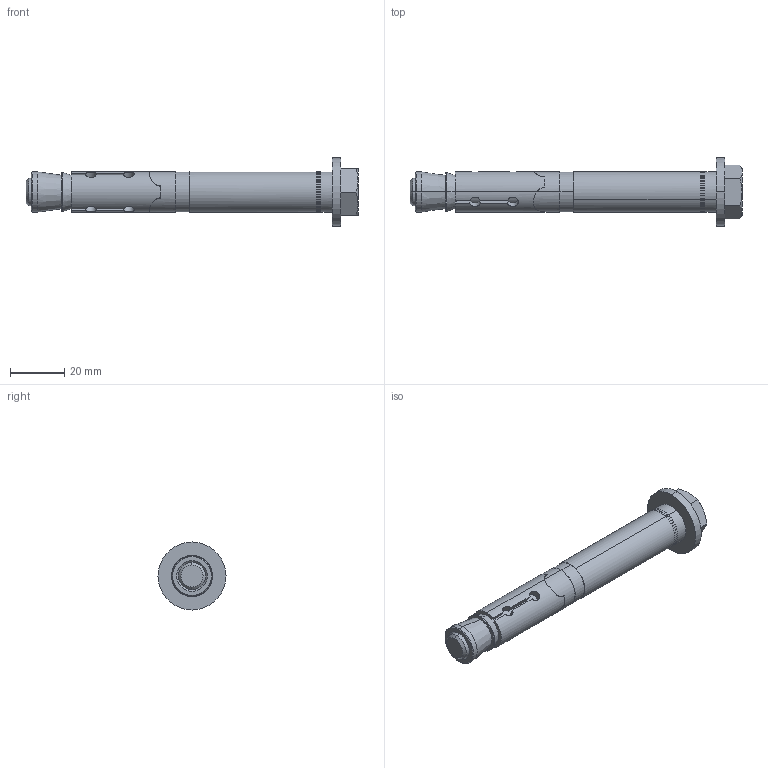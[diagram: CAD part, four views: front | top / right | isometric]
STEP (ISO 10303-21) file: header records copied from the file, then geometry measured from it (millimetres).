
FILE_DESCRIPTION (( 'STEP AP214' ), '1' );
FILE_NAME ('Q5_09-FH15_25 S.STEP', '2022-01-18T12:50:35', ( '' ), ( '' ), 'SwSTEP 2.0', 'SolidWorks 2019', '' );
FILE_SCHEMA (( 'AUTOMOTIVE_DESIGN' ));
Length unit declared in the file: millimetre
Products named in the file (1): Q5_09-FH15_25 S
Bounding box: 122 x 25 x 25 mm (x, y, z)
Volume: 21923.8 mm3; surface area: 7407.9 mm2
Topology: 1 solids, 1 shells, 352 faces, 871 edges, 576 vertices
Faces by surface type: plane 250, cylinder 83, cone 19
Entity records: 15007 total; most frequent: CARTESIAN_POINT 2568, DIRECTION 1793, ORIENTED_EDGE 1742, EDGE_CURVE 871, AXIS2_PLACEMENT_3D 635, VERTEX_POINT 576, VECTOR 523, LINE 523
